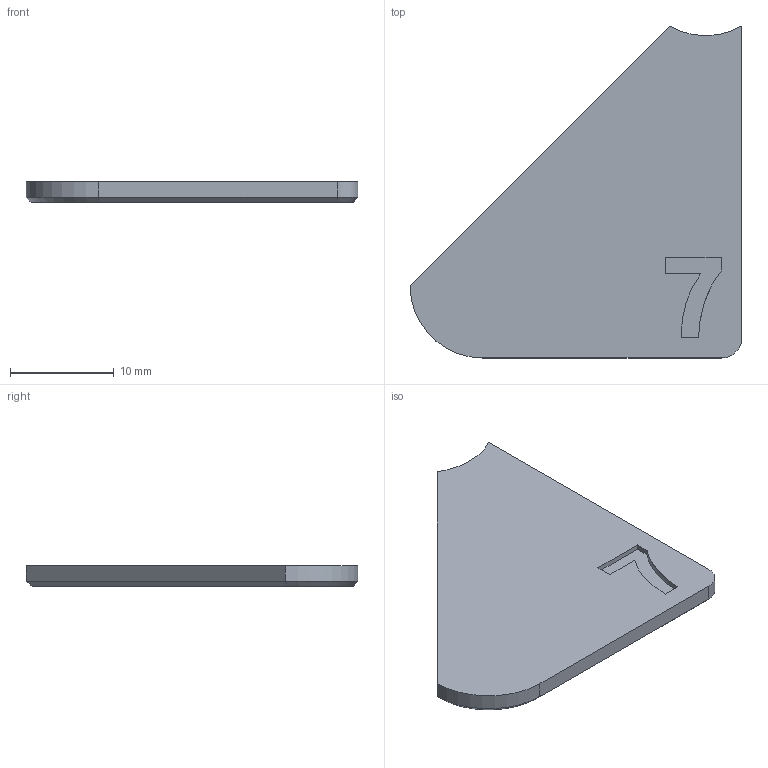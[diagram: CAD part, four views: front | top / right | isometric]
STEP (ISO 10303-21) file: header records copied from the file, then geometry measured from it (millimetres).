
FILE_DESCRIPTION(('Open CASCADE Model'),'2;1');
FILE_NAME('Open CASCADE Shape Model','2025-06-28T23:10:18',('Author'),( 'Open CASCADE'),'Open CASCADE STEP processor 7.8','build123d', 'Unknown');
FILE_SCHEMA(('AUTOMOTIVE_DESIGN { 1 0 10303 214 1 1 1 1 }'));
Length unit declared in the file: millimetre
Products named in the file (1): COMPOUND
Bounding box: 32 x 32 x 2 mm (x, y, z)
Volume: 1369.3 mm3; surface area: 1593.2 mm2
Topology: 1 solids, 1 shells, 22 faces, 51 edges, 32 vertices
Faces by surface type: plane 14, cylinder 3, cone 3, extrusion 2
Entity records: 1333 total; most frequent: CARTESIAN_POINT 289, DIRECTION 192, VECTOR 123, LINE 121, ORIENTED_EDGE 102, PCURVE 102, DEFINITIONAL_REPRESENTATION 102, EDGE_CURVE 51
